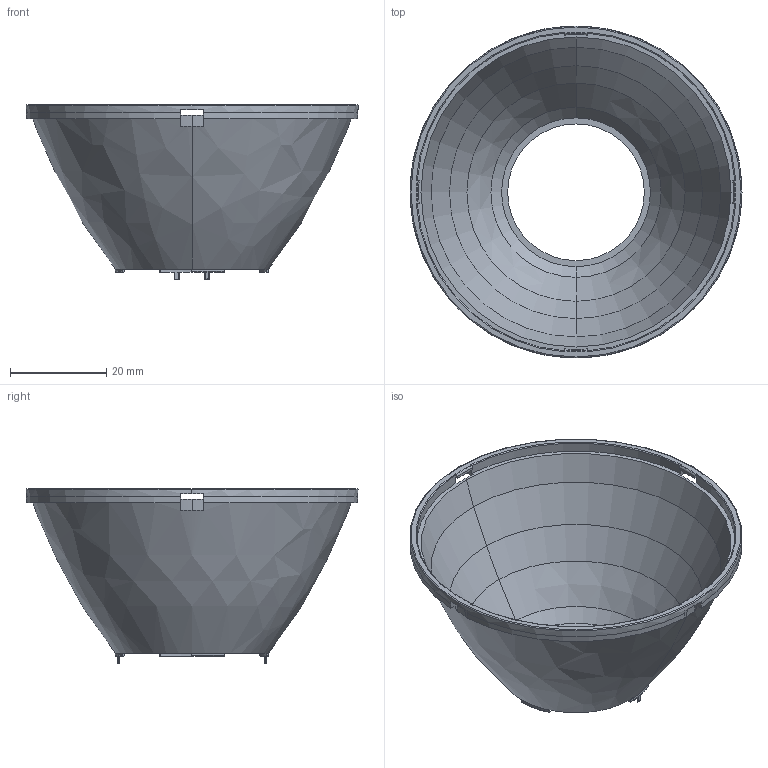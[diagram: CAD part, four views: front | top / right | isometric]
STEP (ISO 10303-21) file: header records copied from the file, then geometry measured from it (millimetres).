
FILE_DESCRIPTION (( 'STEP AP203' ), '1' );
FILE_NAME ('SL-A-069C-V3-3D.STEP', '2014-11-07T03:15:06', ( '微软用户' ), ( '微软中国' ), 'SwSTEP 2.0', 'SolidWorks 2014', '' );
FILE_SCHEMA (( 'CONFIG_CONTROL_DESIGN' ));
Length unit declared in the file: millimetre
Products named in the file (1): SL-A-069C-V3-3D
Bounding box: 69 x 69 x 36.35 mm (x, y, z)
Volume: 6511.8 mm3; surface area: 13454.7 mm2
Topology: 5 solids, 5 shells, 137 faces, 364 edges, 231 vertices
Faces by surface type: plane 52, cylinder 36, cone 26, torus 17, bspline 6
Entity records: 4495 total; most frequent: CARTESIAN_POINT 1047, ORIENTED_EDGE 728, DIRECTION 718, EDGE_CURVE 364, AXIS2_PLACEMENT_3D 286, VERTEX_POINT 231, CIRCLE 154, VECTOR 146
